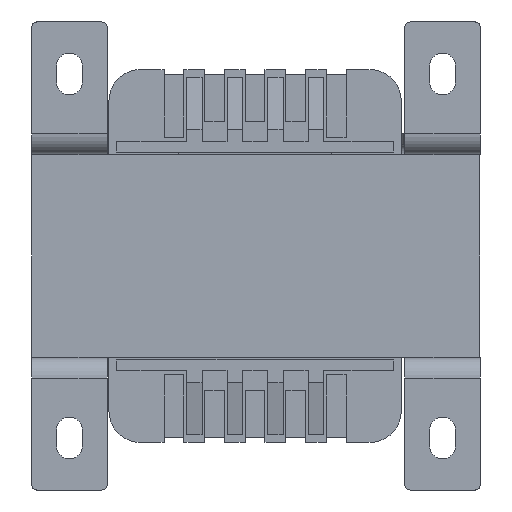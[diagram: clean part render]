
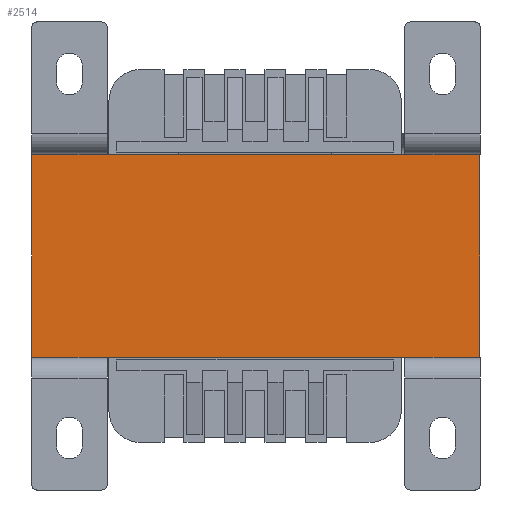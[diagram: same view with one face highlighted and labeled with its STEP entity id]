
A CAD part, front view. The second image highlights one B-rep face of the part: STEP entity #2514.
In plain terms, the highlighted planar face has unit normal (0, -1, 0).
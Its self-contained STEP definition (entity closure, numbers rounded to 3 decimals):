
#32 = VERTEX_POINT ( 'NONE', #8765 ) ;
#614 = DIRECTION ( 'NONE',  ( 1., 0., 0. ) ) ;
#727 = VECTOR ( 'NONE', #614, 1000. ) ;
#772 = VECTOR ( 'NONE', #7263, 1000. ) ;
#927 = CARTESIAN_POINT ( 'NONE',  ( 0., 0., 39. ) ) ;
#1925 = LINE ( 'NONE', #9313, #772 ) ;
#2514 = ADVANCED_FACE ( 'NONE', ( #8209 ), #6338, .F. ) ;
#2698 = CARTESIAN_POINT ( 'NONE',  ( 0., 0., 39. ) ) ;
#2750 = ORIENTED_EDGE ( 'NONE', *, *, #5496, .T. ) ;
#2976 = DIRECTION ( 'NONE',  ( 1., 0., 0. ) ) ;
#3315 = DIRECTION ( 'NONE',  ( 0., 0., -1. ) ) ;
#4613 = EDGE_CURVE ( 'NONE', #9344, #7396, #11711, .T. ) ;
#4926 = EDGE_CURVE ( 'NONE', #32, #11353, #5658, .T. ) ;
#5496 = EDGE_CURVE ( 'NONE', #32, #9344, #1925, .T. ) ;
#5658 = LINE ( 'NONE', #2698, #6808 ) ;
#6338 = PLANE ( 'NONE',  #8636 ) ;
#6808 = VECTOR ( 'NONE', #2976, 1000. ) ;
#7019 = ORIENTED_EDGE ( 'NONE', *, *, #4613, .T. ) ;
#7263 = DIRECTION ( 'NONE',  ( 0., 0., -1. ) ) ;
#7366 = ORIENTED_EDGE ( 'NONE', *, *, #4926, .F. ) ;
#7396 = VERTEX_POINT ( 'NONE', #9435 ) ;
#7949 = EDGE_CURVE ( 'NONE', #11353, #7396, #13621, .T. ) ;
#8209 = FACE_OUTER_BOUND ( 'NONE', #11697, .T. ) ;
#8636 = AXIS2_PLACEMENT_3D ( 'NONE', #927, #10555, #11643 ) ;
#8765 = CARTESIAN_POINT ( 'NONE',  ( 0., 0., 39. ) ) ;
#9313 = CARTESIAN_POINT ( 'NONE',  ( 0., 0., 39. ) ) ;
#9344 = VERTEX_POINT ( 'NONE', #11428 ) ;
#9435 = CARTESIAN_POINT ( 'NONE',  ( 86.2, 0., 0. ) ) ;
#10159 = VECTOR ( 'NONE', #3315, 1000. ) ;
#10555 = DIRECTION ( 'NONE',  ( 0., 1., 0. ) ) ;
#11057 = ORIENTED_EDGE ( 'NONE', *, *, #7949, .F. ) ;
#11328 = CARTESIAN_POINT ( 'NONE',  ( 0., 0., 0. ) ) ;
#11353 = VERTEX_POINT ( 'NONE', #12234 ) ;
#11428 = CARTESIAN_POINT ( 'NONE',  ( 0., 0., 0. ) ) ;
#11643 = DIRECTION ( 'NONE',  ( 0., 0., 1. ) ) ;
#11697 = EDGE_LOOP ( 'NONE', ( #7019, #11057, #7366, #2750 ) ) ;
#11711 = LINE ( 'NONE', #11328, #727 ) ;
#12234 = CARTESIAN_POINT ( 'NONE',  ( 86.2, 0., 39. ) ) ;
#12858 = CARTESIAN_POINT ( 'NONE',  ( 86.2, 0., 39. ) ) ;
#13621 = LINE ( 'NONE', #12858, #10159 ) ;
